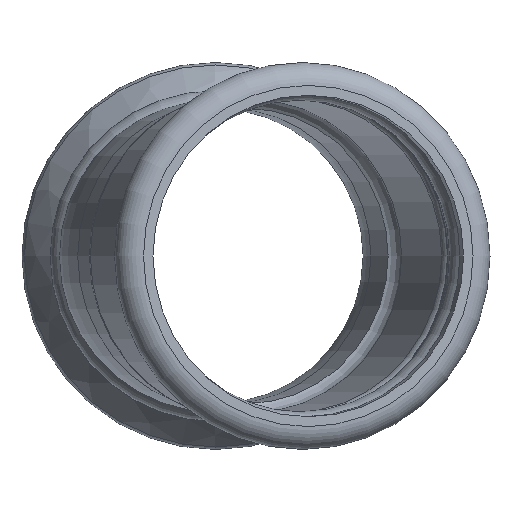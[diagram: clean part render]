
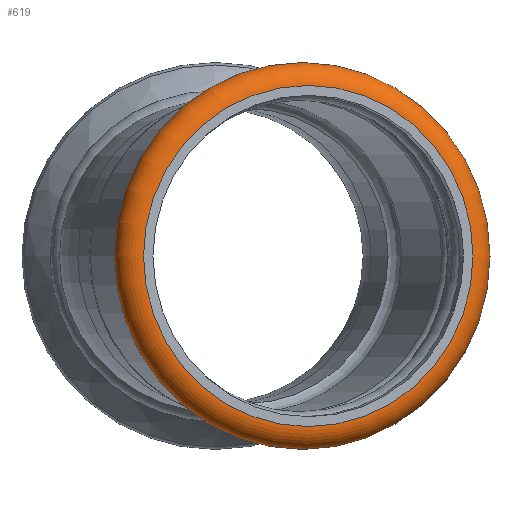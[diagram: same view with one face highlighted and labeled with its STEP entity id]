
A CAD part, left-side view. The second image highlights one B-rep face of the part: STEP entity #619.
In plain terms, the highlighted toroidal (fillet/blend) face has major radius 41.65 mm and minor radius 5.6 mm.
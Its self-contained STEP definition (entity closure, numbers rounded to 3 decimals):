
#66=TOROIDAL_SURFACE('',#718,41.65,5.6);
#87=FACE_OUTER_BOUND('',#117,.T.);
#117=EDGE_LOOP('',(#499,#500,#501,#502,#503,#504));
#135=CIRCLE('',#655,46.647);
#136=CIRCLE('',#656,46.647);
#186=CIRCLE('',#719,41.65);
#187=CIRCLE('',#720,5.6);
#188=CIRCLE('',#721,41.65);
#223=VERTEX_POINT('',#1047);
#224=VERTEX_POINT('',#1048);
#267=VERTEX_POINT('',#1189);
#268=VERTEX_POINT('',#1190);
#297=EDGE_CURVE('',#223,#224,#135,.T.);
#298=EDGE_CURVE('',#224,#223,#136,.T.);
#355=EDGE_CURVE('',#267,#268,#186,.T.);
#356=EDGE_CURVE('',#268,#224,#187,.T.);
#357=EDGE_CURVE('',#268,#267,#188,.T.);
#499=ORIENTED_EDGE('',*,*,#355,.T.);
#500=ORIENTED_EDGE('',*,*,#356,.T.);
#501=ORIENTED_EDGE('',*,*,#298,.T.);
#502=ORIENTED_EDGE('',*,*,#297,.T.);
#503=ORIENTED_EDGE('',*,*,#356,.F.);
#504=ORIENTED_EDGE('',*,*,#357,.T.);
#619=ADVANCED_FACE('',(#87),#66,.T.);
#655=AXIS2_PLACEMENT_3D('',#1049,#773,#774);
#656=AXIS2_PLACEMENT_3D('',#1050,#775,#776);
#718=AXIS2_PLACEMENT_3D('',#1188,#906,#907);
#719=AXIS2_PLACEMENT_3D('',#1191,#908,#909);
#720=AXIS2_PLACEMENT_3D('',#1192,#910,#911);
#721=AXIS2_PLACEMENT_3D('',#1193,#912,#913);
#773=DIRECTION('center_axis',(-0.966,-0.259,0.));
#774=DIRECTION('ref_axis',(0.,0.,1.));
#775=DIRECTION('center_axis',(-0.966,-0.259,0.));
#776=DIRECTION('ref_axis',(0.,0.,1.));
#906=DIRECTION('center_axis',(-0.966,-0.259,0.));
#907=DIRECTION('ref_axis',(0.,0.,-1.));
#908=DIRECTION('center_axis',(0.966,0.259,0.));
#909=DIRECTION('ref_axis',(-0.259,0.966,0.));
#910=DIRECTION('center_axis',(-0.259,0.966,0.));
#911=DIRECTION('ref_axis',(0.,0.,1.));
#912=DIRECTION('center_axis',(0.966,0.259,0.));
#913=DIRECTION('ref_axis',(-0.259,0.966,0.));
#1047=CARTESIAN_POINT('',(-152.151,-65.608,0.));
#1048=CARTESIAN_POINT('',(-164.224,-20.55,46.647));
#1049=CARTESIAN_POINT('Origin',(-164.224,-20.55,0.));
#1050=CARTESIAN_POINT('Origin',(-164.224,-20.55,0.));
#1188=CARTESIAN_POINT('Origin',(-166.667,-21.205,0.));
#1189=CARTESIAN_POINT('',(-182.856,17.577,0.));
#1190=CARTESIAN_POINT('',(-172.076,-22.654,41.65));
#1191=CARTESIAN_POINT('Origin',(-172.076,-22.654,0.));
#1192=CARTESIAN_POINT('Origin',(-166.667,-21.205,41.65));
#1193=CARTESIAN_POINT('Origin',(-172.076,-22.654,0.));
